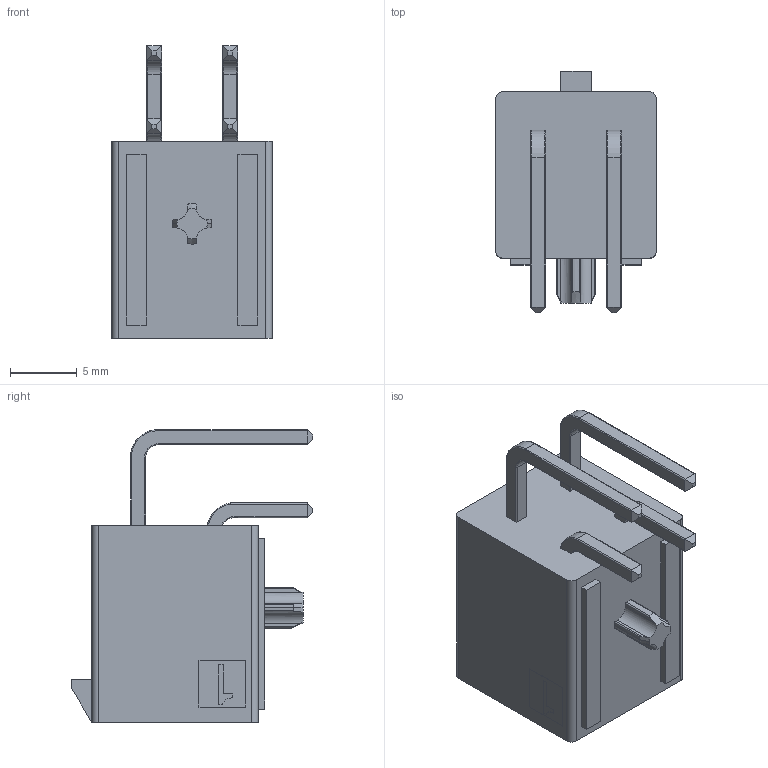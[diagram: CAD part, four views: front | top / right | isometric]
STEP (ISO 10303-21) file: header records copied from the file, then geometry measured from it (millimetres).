
FILE_DESCRIPTION(('STEP AP242'),'1');
FILE_NAME('0768250004.stp','2024-11-21T20:59:57',('TraceParts'),('TraceParts S.A.'),'Spatial InterOp 3D',' ',' ');
FILE_SCHEMA(('AP242_MANAGED_MODEL_BASED_3D_ENGINEERING_MIM_LF {1 0 10303 442 1 1 4}'));
Length unit declared in the file: millimetre
Products named in the file (1): 0768250004_1
Bounding box: 12.06 x 18.13 x 21.96 mm (x, y, z)
Volume: 1239.7 mm3; surface area: 2292.1 mm2
Topology: 1 solids, 1 shells, 286 faces, 763 edges, 509 vertices
Faces by surface type: plane 192, cylinder 68, torus 16, cone 6, extrusion 4
Entity records: 9117 total; most frequent: CARTESIAN_POINT 2074, ORIENTED_EDGE 1506, DIRECTION 1349, EDGE_CURVE 753, VECTOR 537, LINE 533, VERTEX_POINT 489, AXIS2_PLACEMENT_3D 406
